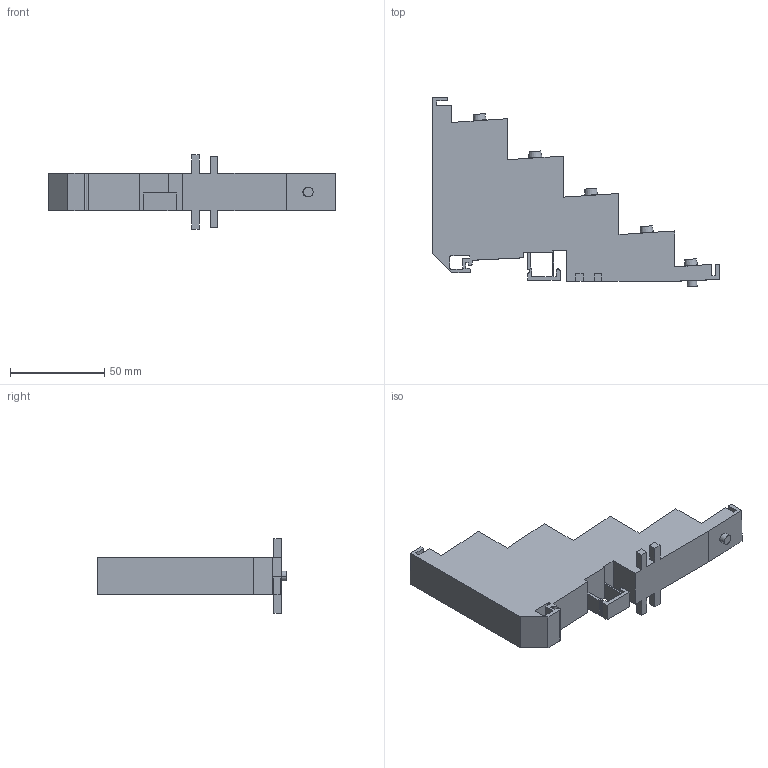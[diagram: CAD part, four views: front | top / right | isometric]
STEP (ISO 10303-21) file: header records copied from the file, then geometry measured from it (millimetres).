
FILE_DESCRIPTION (( 'STEP AP203' ), '1' );
FILE_NAME ('5 Katlý Daðýtýcý Ünite.STEP', '2019-04-15T14:18:24', ( '' ), ( '' ), 'SwSTEP 2.0', 'SolidWorks 2011', '' );
FILE_SCHEMA (( 'CONFIG_CONTROL_DESIGN' ));
Length unit declared in the file: millimetre
Products named in the file (1): 5 Katlý Daðýtýcý Ünite
Bounding box: 152 x 100.37 x 39.2 mm (x, y, z)
Volume: 137848.9 mm3; surface area: 27723.4 mm2
Topology: 1 solids, 1 shells, 221 faces, 602 edges, 398 vertices
Faces by surface type: plane 152, cylinder 39, bspline 20, cone 10
Entity records: 7667 total; most frequent: CARTESIAN_POINT 1978, ORIENTED_EDGE 1204, DIRECTION 1130, EDGE_CURVE 602, LINE 414, VECTOR 414, VERTEX_POINT 398, AXIS2_PLACEMENT_3D 358
